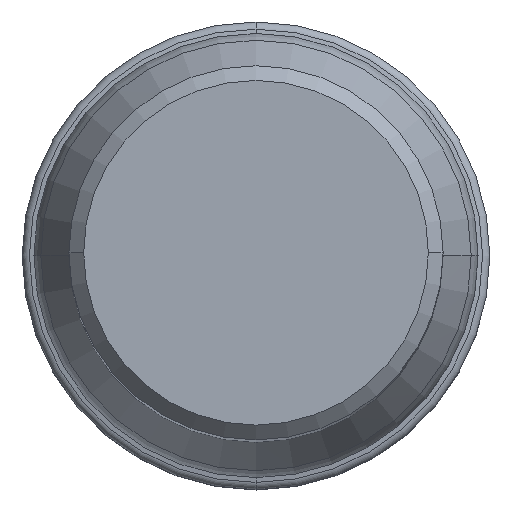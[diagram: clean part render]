
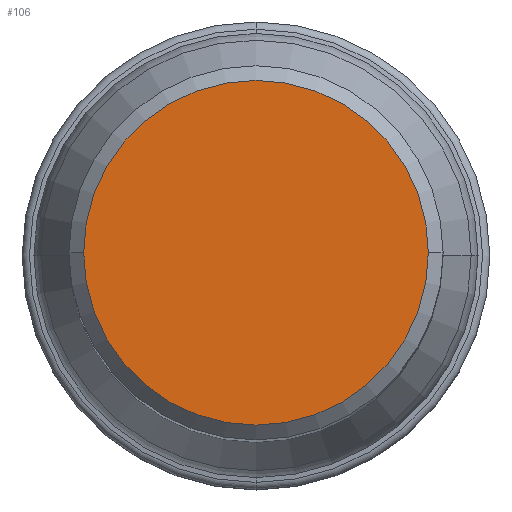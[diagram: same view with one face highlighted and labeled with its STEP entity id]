
A CAD part, top view. The second image highlights one B-rep face of the part: STEP entity #106.
In plain terms, the highlighted planar face has unit normal (0, 0, 1).
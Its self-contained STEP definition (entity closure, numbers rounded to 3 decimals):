
#30=PLANE('',#1018);
#106=ADVANCED_FACE('',(#171),#30,.F.);
#171=FACE_OUTER_BOUND('',#221,.T.);
#221=EDGE_LOOP('',(#353,#354,#355,#356));
#353=ORIENTED_EDGE('',*,*,#618,.F.);
#354=ORIENTED_EDGE('',*,*,#617,.F.);
#355=ORIENTED_EDGE('',*,*,#619,.F.);
#356=ORIENTED_EDGE('',*,*,#620,.F.);
#521=VERTEX_POINT('',#1682);
#522=VERTEX_POINT('',#1684);
#523=VERTEX_POINT('',#1686);
#524=VERTEX_POINT('',#1690);
#617=EDGE_CURVE('',#522,#523,#733,.T.);
#618=EDGE_CURVE('',#523,#521,#734,.T.);
#619=EDGE_CURVE('',#524,#522,#735,.T.);
#620=EDGE_CURVE('',#521,#524,#736,.T.);
#733=CIRCLE('',#1013,11.7);
#734=CIRCLE('',#1014,11.7);
#735=CIRCLE('',#1016,11.7);
#736=CIRCLE('',#1017,11.7);
#1013=AXIS2_PLACEMENT_3D('',#1685,#1265,#1266);
#1014=AXIS2_PLACEMENT_3D('',#1687,#1267,#1268);
#1016=AXIS2_PLACEMENT_3D('',#1689,#1271,#1272);
#1017=AXIS2_PLACEMENT_3D('',#1691,#1273,#1274);
#1018=AXIS2_PLACEMENT_3D('',#1692,#1275,#1276);
#1265=DIRECTION('',(0.,0.,-1.));
#1266=DIRECTION('',(-1.,0.,0.));
#1267=DIRECTION('',(0.,0.,-1.));
#1268=DIRECTION('',(0.,1.,0.));
#1271=DIRECTION('',(0.,0.,-1.));
#1272=DIRECTION('',(0.,-1.,0.));
#1273=DIRECTION('',(0.,0.,-1.));
#1274=DIRECTION('',(1.,0.,0.));
#1275=DIRECTION('',(0.,0.,-1.));
#1276=DIRECTION('',(1.,0.,0.));
#1682=CARTESIAN_POINT('',(11.7,0.,43.656));
#1684=CARTESIAN_POINT('',(-11.7,0.,43.656));
#1685=CARTESIAN_POINT('',(0.,0.,43.656));
#1686=CARTESIAN_POINT('',(0.,11.7,43.656));
#1687=CARTESIAN_POINT('',(0.,0.,43.656));
#1689=CARTESIAN_POINT('',(0.,0.,43.656));
#1690=CARTESIAN_POINT('',(0.,-11.7,43.656));
#1691=CARTESIAN_POINT('',(0.,0.,43.656));
#1692=CARTESIAN_POINT('',(0.,0.,43.656));
